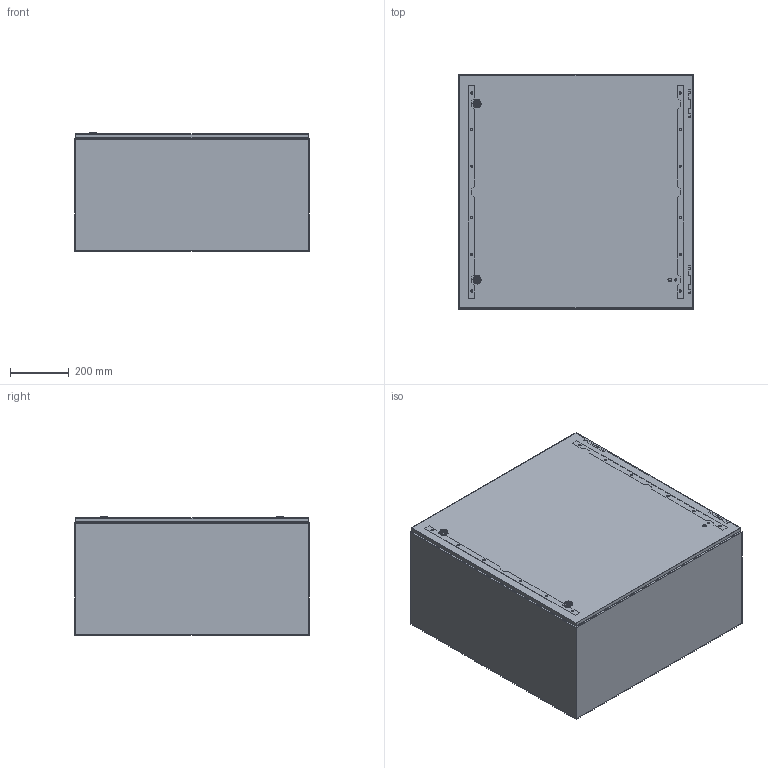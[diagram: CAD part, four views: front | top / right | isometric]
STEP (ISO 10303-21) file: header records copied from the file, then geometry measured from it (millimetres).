
FILE_DESCRIPTION (( 'STEP AP214' ), '1' );
FILE_NAME ('3351-8080-40-10.step', '2024-01-10T07:40:59', ( '' ), ( '' ), 'SwSTEP 2.0', 'SolidWorks 2019', '' );
FILE_SCHEMA (( 'AUTOMOTIVE_DESIGN' ));
Length unit declared in the file: millimetre
Products named in the file (5): Korpus_wgES_8080-40; Tuer_wgES_3351-8080-00-90; Montageplatte_wg_0331-8080-00-13; Montageplattenbeipack_wgES_8080; 3351-8080-40-10
Assembly tree (4 placements, depth 2):
  3351-8080-40-10
    Korpus_wgES_8080-40
    Tuer_wgES_3351-8080-00-90
    Montageplatte_wg_0331-8080-00-13
    Montageplattenbeipack_wgES_8080
Bounding box: 800 x 800 x 407 mm (x, y, z)
Volume: 5545636.9 mm3; surface area: 6622191.7 mm2
Topology: 35 solids, 35 shells, 1566 faces, 3920 edges, 2532 vertices
Faces by surface type: plane 862, cylinder 592, cone 68, torus 28, sphere 16
Entity records: 49063 total; most frequent: CARTESIAN_POINT 8849, DIRECTION 8310, ORIENTED_EDGE 7824, EDGE_CURVE 3912, AXIS2_PLACEMENT_3D 2985, VERTEX_POINT 2532, LINE 2340, VECTOR 2340
